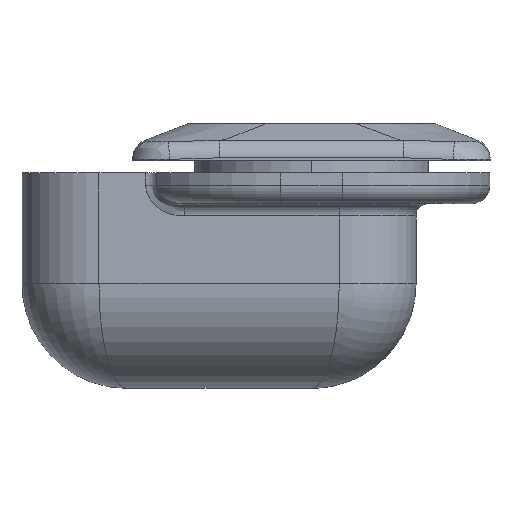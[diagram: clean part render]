
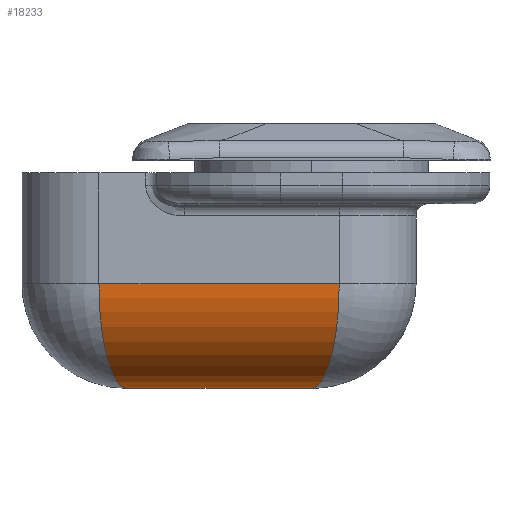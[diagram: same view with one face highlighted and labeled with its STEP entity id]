
A CAD part, left-side view. The second image highlights one B-rep face of the part: STEP entity #18233.
In plain terms, the highlighted cylindrical face has radius 17 mm (diameter 34 mm), a partial arc.
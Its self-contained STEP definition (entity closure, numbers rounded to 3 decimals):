
#543 = CARTESIAN_POINT ( 'NONE',  ( -48., -4.5, -18. ) ) ;
#560 = CYLINDRICAL_SURFACE ( 'NONE', #601, 17. ) ;
#561 = FACE_OUTER_BOUND ( 'NONE', #18234, .T. ) ;
#562 =( BOUNDED_CURVE ( )  B_SPLINE_CURVE ( 3, ( #605, #604, #603, #602 ),
 .UNSPECIFIED., .F., .T. ) 
 B_SPLINE_CURVE_WITH_KNOTS ( ( 4, 4 ),
 ( 4.712, 6.283 ),
 .UNSPECIFIED. ) 
 CURVE ( )  GEOMETRIC_REPRESENTATION_ITEM ( )  RATIONAL_B_SPLINE_CURVE ( ( 1., 0.805, 0.805, 1. ) ) 
 REPRESENTATION_ITEM ( '' )  );
#580 = DIRECTION ( 'NONE',  ( 0., -1., 0. ) ) ;
#581 = VECTOR ( 'NONE', #580, 1000. ) ;
#582 = CARTESIAN_POINT ( 'NONE',  ( -48., -4.5, -18. ) ) ;
#583 = LINE ( 'NONE', #582, #581 ) ;
#584 = CARTESIAN_POINT ( 'NONE',  ( -48., 34.5, -18. ) ) ;
#591 = CARTESIAN_POINT ( 'NONE',  ( -48., 34.5, -18. ) ) ;
#592 = CARTESIAN_POINT ( 'NONE',  ( -48., 34.5, -27.958 ) ) ;
#593 = CARTESIAN_POINT ( 'NONE',  ( -40.958, 32.636, -35. ) ) ;
#594 = CARTESIAN_POINT ( 'NONE',  ( -31., 30., -35. ) ) ;
#595 =( BOUNDED_CURVE ( )  B_SPLINE_CURVE ( 3, ( #594, #593, #592, #591 ),
 .UNSPECIFIED., .F., .T. ) 
 B_SPLINE_CURVE_WITH_KNOTS ( ( 4, 4 ),
 ( 4.712, 6.283 ),
 .UNSPECIFIED. ) 
 CURVE ( )  GEOMETRIC_REPRESENTATION_ITEM ( )  RATIONAL_B_SPLINE_CURVE ( ( 1., 0.805, 0.805, 1. ) ) 
 REPRESENTATION_ITEM ( '' )  );
#598 = DIRECTION ( 'NONE',  ( 0., 0., -1. ) ) ;
#599 = DIRECTION ( 'NONE',  ( 0., -1., 0. ) ) ;
#600 = CARTESIAN_POINT ( 'NONE',  ( -31., 47., -18. ) ) ;
#601 = AXIS2_PLACEMENT_3D ( 'NONE', #600, #599, #598 ) ;
#602 = CARTESIAN_POINT ( 'NONE',  ( -48., -4.5, -18. ) ) ;
#603 = CARTESIAN_POINT ( 'NONE',  ( -48., -4.5, -27.958 ) ) ;
#604 = CARTESIAN_POINT ( 'NONE',  ( -40.958, -2.636, -35. ) ) ;
#605 = CARTESIAN_POINT ( 'NONE',  ( -31., 0., -35. ) ) ;
#1280 = DIRECTION ( 'NONE',  ( 0., 1., 0. ) ) ;
#1281 = VECTOR ( 'NONE', #1280, 1000. ) ;
#1282 = CARTESIAN_POINT ( 'NONE',  ( -31., 34.5, -35. ) ) ;
#1283 = LINE ( 'NONE', #1282, #1281 ) ;
#1288 = CARTESIAN_POINT ( 'NONE',  ( -31., 30., -35. ) ) ;
#1293 = CARTESIAN_POINT ( 'NONE',  ( -31., 0., -35. ) ) ;
#18206 = VERTEX_POINT ( 'NONE', #543 ) ;
#18217 = VERTEX_POINT ( 'NONE', #584 ) ;
#18219 = EDGE_CURVE ( 'NONE', #18217, #18206, #583, .T. ) ;
#18232 = EDGE_CURVE ( 'NONE', #18528, #18206, #562, .T. ) ;
#18233 = ADVANCED_FACE ( 'NONE', ( #561 ), #560, .T. ) ;
#18234 = EDGE_LOOP ( 'NONE', ( #18235, #18236, #18237, #18239 ) ) ;
#18235 = ORIENTED_EDGE ( 'NONE', *, *, #18232, .T. ) ;
#18236 = ORIENTED_EDGE ( 'NONE', *, *, #18219, .F. ) ;
#18237 = ORIENTED_EDGE ( 'NONE', *, *, #18238, .F. ) ;
#18238 = EDGE_CURVE ( 'NONE', #18531, #18217, #595, .T. ) ;
#18239 = ORIENTED_EDGE ( 'NONE', *, *, #18534, .F. ) ;
#18528 = VERTEX_POINT ( 'NONE', #1293 ) ;
#18531 = VERTEX_POINT ( 'NONE', #1288 ) ;
#18534 = EDGE_CURVE ( 'NONE', #18528, #18531, #1283, .T. ) ;
